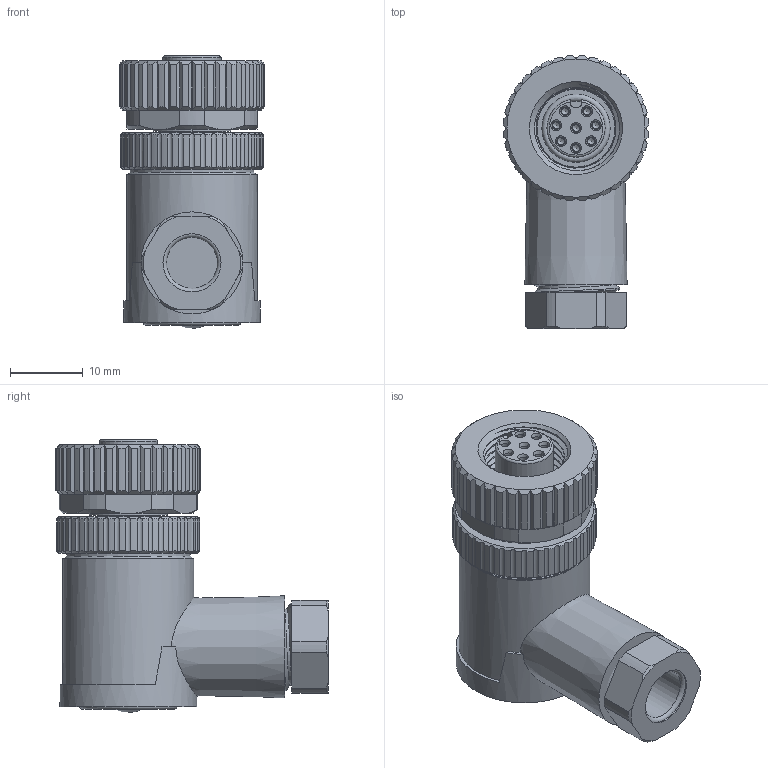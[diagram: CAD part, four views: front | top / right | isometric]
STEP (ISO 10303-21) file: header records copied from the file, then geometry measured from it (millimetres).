
FILE_DESCRIPTION(/* description */ (''),/* implementation_level */ '2;1');
FILE_NAME(/* name */ 'LSBO12.8-0-C-BU_stp_stp.stp',/* time_stamp */ '2023-11-20T17:19:00+08:00',/* author */ (''),/* organization */ (''),/* preprocessor_version */ 'ST-DEVELOPER v16',/* originating_system */ 'SIEMENS PLM Software NX 10.0',/* authorisation */ '');
FILE_SCHEMA (('AP203_CONFIGURATION_CONTROLLED_3D_DESIGN_OF_MECHANICAL_PARTS_AND_ASSEMBLIES_MIM_LF { 1 0 10303 403 2 1 2}'));
Length unit declared in the file: millimetre
Products named in the file (1): chan545C870Aedbr
Bounding box: 19.98 x 37.49 x 37.5 mm (x, y, z)
Volume: 12397.6 mm3; surface area: 8151.3 mm2
Topology: 14 solids, 14 shells, 684 faces, 1776 edges, 1173 vertices
Faces by surface type: cylinder 303, plane 255, bspline 68, cone 51, torus 6, sphere 1
Full cylindrical faces by diameter (mm): 0.5 x8, 1.6 x24, 1.8 x16, 2.2 x8, 7 x1, 8 x1, 9.5 x1, 12.1 x1, 17 x1, 18 x1, 18.8 x1
Entity records: 28401 total; most frequent: CARTESIAN_POINT 12805, ORIENTED_EDGE 3206, DIRECTION 2843, EDGE_CURVE 1603, AXIS2_PLACEMENT_3D 1183, VERTEX_POINT 1115, EDGE_LOOP 871, ADVANCED_FACE 684
